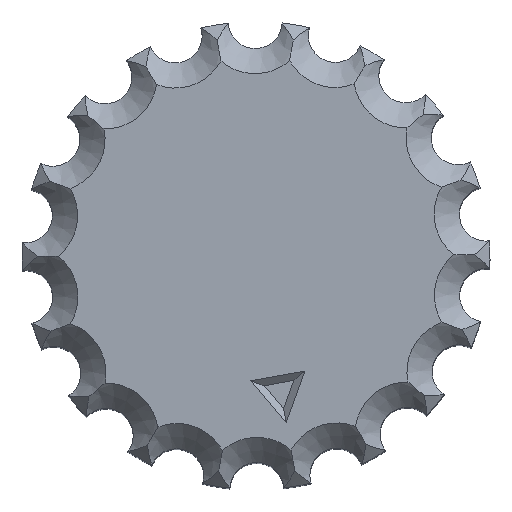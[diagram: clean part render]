
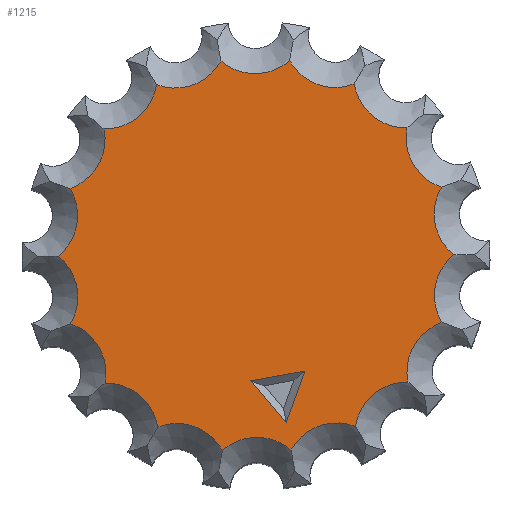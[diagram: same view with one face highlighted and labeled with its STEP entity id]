
A CAD part, top view. The second image highlights one B-rep face of the part: STEP entity #1215.
In plain terms, the highlighted planar face has unit normal (0, 0, 1).
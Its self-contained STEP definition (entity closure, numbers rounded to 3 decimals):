
#52=FACE_BOUND('',#324,.T.);
#54=CIRCLE('',#1309,1.45);
#56=CIRCLE('',#1312,1.45);
#58=CIRCLE('',#1315,1.45);
#59=CIRCLE('',#1316,1.45);
#60=CIRCLE('',#1317,1.45);
#61=CIRCLE('',#1318,1.45);
#62=CIRCLE('',#1319,1.45);
#63=CIRCLE('',#1320,1.45);
#64=CIRCLE('',#1321,1.45);
#65=CIRCLE('',#1322,1.45);
#66=CIRCLE('',#1323,1.45);
#67=CIRCLE('',#1324,1.45);
#68=CIRCLE('',#1325,1.45);
#69=CIRCLE('',#1326,1.45);
#70=CIRCLE('',#1327,1.45);
#71=CIRCLE('',#1328,1.45);
#72=CIRCLE('',#1329,1.45);
#73=CIRCLE('',#1330,1.45);
#242=FACE_OUTER_BOUND('',#323,.T.);
#323=EDGE_LOOP('',(#838,#839,#840,#841,#842,#843,#844,#845,#846,#847,#848,
#849,#850,#851,#852,#853,#854,#855));
#324=EDGE_LOOP('',(#856,#857,#858));
#402=LINE('',#1882,#451);
#404=LINE('',#1886,#453);
#407=LINE('',#1891,#456);
#451=VECTOR('',#1483,10.);
#453=VECTOR('',#1487,10.);
#456=VECTOR('',#1492,10.);
#500=VERTEX_POINT('',#1879);
#501=VERTEX_POINT('',#1881);
#502=VERTEX_POINT('',#1885);
#505=VERTEX_POINT('',#1896);
#506=VERTEX_POINT('',#1905);
#510=VERTEX_POINT('',#1933);
#514=VERTEX_POINT('',#1958);
#515=VERTEX_POINT('',#1960);
#516=VERTEX_POINT('',#1962);
#517=VERTEX_POINT('',#1964);
#518=VERTEX_POINT('',#1966);
#519=VERTEX_POINT('',#1968);
#520=VERTEX_POINT('',#1970);
#521=VERTEX_POINT('',#1972);
#522=VERTEX_POINT('',#1974);
#523=VERTEX_POINT('',#1976);
#524=VERTEX_POINT('',#1978);
#525=VERTEX_POINT('',#1980);
#526=VERTEX_POINT('',#1982);
#527=VERTEX_POINT('',#1984);
#528=VERTEX_POINT('',#1986);
#618=EDGE_CURVE('',#501,#500,#402,.T.);
#620=EDGE_CURVE('',#500,#502,#404,.T.);
#623=EDGE_CURVE('',#502,#501,#407,.T.);
#626=EDGE_CURVE('',#505,#506,#54,.T.);
#631=EDGE_CURVE('',#506,#510,#56,.T.);
#636=EDGE_CURVE('',#514,#505,#58,.T.);
#637=EDGE_CURVE('',#515,#514,#59,.T.);
#638=EDGE_CURVE('',#516,#515,#60,.T.);
#639=EDGE_CURVE('',#517,#516,#61,.T.);
#640=EDGE_CURVE('',#518,#517,#62,.T.);
#641=EDGE_CURVE('',#519,#518,#63,.T.);
#642=EDGE_CURVE('',#520,#519,#64,.T.);
#643=EDGE_CURVE('',#521,#520,#65,.T.);
#644=EDGE_CURVE('',#522,#521,#66,.T.);
#645=EDGE_CURVE('',#523,#522,#67,.T.);
#646=EDGE_CURVE('',#524,#523,#68,.T.);
#647=EDGE_CURVE('',#525,#524,#69,.T.);
#648=EDGE_CURVE('',#526,#525,#70,.T.);
#649=EDGE_CURVE('',#527,#526,#71,.T.);
#650=EDGE_CURVE('',#528,#527,#72,.T.);
#651=EDGE_CURVE('',#510,#528,#73,.T.);
#838=ORIENTED_EDGE('',*,*,#626,.F.);
#839=ORIENTED_EDGE('',*,*,#636,.F.);
#840=ORIENTED_EDGE('',*,*,#637,.F.);
#841=ORIENTED_EDGE('',*,*,#638,.F.);
#842=ORIENTED_EDGE('',*,*,#639,.F.);
#843=ORIENTED_EDGE('',*,*,#640,.F.);
#844=ORIENTED_EDGE('',*,*,#641,.F.);
#845=ORIENTED_EDGE('',*,*,#642,.F.);
#846=ORIENTED_EDGE('',*,*,#643,.F.);
#847=ORIENTED_EDGE('',*,*,#644,.F.);
#848=ORIENTED_EDGE('',*,*,#645,.F.);
#849=ORIENTED_EDGE('',*,*,#646,.F.);
#850=ORIENTED_EDGE('',*,*,#647,.F.);
#851=ORIENTED_EDGE('',*,*,#648,.F.);
#852=ORIENTED_EDGE('',*,*,#649,.F.);
#853=ORIENTED_EDGE('',*,*,#650,.F.);
#854=ORIENTED_EDGE('',*,*,#651,.F.);
#855=ORIENTED_EDGE('',*,*,#631,.F.);
#856=ORIENTED_EDGE('',*,*,#618,.T.);
#857=ORIENTED_EDGE('',*,*,#620,.T.);
#858=ORIENTED_EDGE('',*,*,#623,.T.);
#1205=PLANE('',#1314);
#1215=ADVANCED_FACE('',(#242,#52),#1205,.T.);
#1309=AXIS2_PLACEMENT_3D('',#1906,#1498,#1499);
#1312=AXIS2_PLACEMENT_3D('',#1934,#1504,#1505);
#1314=AXIS2_PLACEMENT_3D('',#1957,#1508,#1509);
#1315=AXIS2_PLACEMENT_3D('',#1959,#1510,#1511);
#1316=AXIS2_PLACEMENT_3D('',#1961,#1512,#1513);
#1317=AXIS2_PLACEMENT_3D('',#1963,#1514,#1515);
#1318=AXIS2_PLACEMENT_3D('',#1965,#1516,#1517);
#1319=AXIS2_PLACEMENT_3D('',#1967,#1518,#1519);
#1320=AXIS2_PLACEMENT_3D('',#1969,#1520,#1521);
#1321=AXIS2_PLACEMENT_3D('',#1971,#1522,#1523);
#1322=AXIS2_PLACEMENT_3D('',#1973,#1524,#1525);
#1323=AXIS2_PLACEMENT_3D('',#1975,#1526,#1527);
#1324=AXIS2_PLACEMENT_3D('',#1977,#1528,#1529);
#1325=AXIS2_PLACEMENT_3D('',#1979,#1530,#1531);
#1326=AXIS2_PLACEMENT_3D('',#1981,#1532,#1533);
#1327=AXIS2_PLACEMENT_3D('',#1983,#1534,#1535);
#1328=AXIS2_PLACEMENT_3D('',#1985,#1536,#1537);
#1329=AXIS2_PLACEMENT_3D('',#1987,#1538,#1539);
#1330=AXIS2_PLACEMENT_3D('',#1988,#1540,#1541);
#1483=DIRECTION('',(-0.339,-0.941,0.));
#1487=DIRECTION('',(-0.646,0.764,0.));
#1492=DIRECTION('',(0.984,0.177,0.));
#1498=DIRECTION('center_axis',(0.,0.,1.));
#1499=DIRECTION('ref_axis',(1.,0.,0.));
#1504=DIRECTION('center_axis',(0.,0.,1.));
#1505=DIRECTION('ref_axis',(1.,0.,0.));
#1508=DIRECTION('center_axis',(0.,0.,1.));
#1509=DIRECTION('ref_axis',(1.,0.,0.));
#1510=DIRECTION('center_axis',(0.,0.,1.));
#1511=DIRECTION('ref_axis',(-1.,0.,0.));
#1512=DIRECTION('center_axis',(0.,0.,1.));
#1513=DIRECTION('ref_axis',(1.,0.,0.));
#1514=DIRECTION('center_axis',(0.,0.,1.));
#1515=DIRECTION('ref_axis',(-1.,0.,0.));
#1516=DIRECTION('center_axis',(0.,0.,1.));
#1517=DIRECTION('ref_axis',(-1.,0.,0.));
#1518=DIRECTION('center_axis',(0.,0.,1.));
#1519=DIRECTION('ref_axis',(-1.,0.,0.));
#1520=DIRECTION('center_axis',(0.,0.,1.));
#1521=DIRECTION('ref_axis',(-1.,0.,0.));
#1522=DIRECTION('center_axis',(0.,0.,1.));
#1523=DIRECTION('ref_axis',(-1.,0.,0.));
#1524=DIRECTION('center_axis',(0.,0.,1.));
#1525=DIRECTION('ref_axis',(-1.,0.,0.));
#1526=DIRECTION('center_axis',(0.,0.,1.));
#1527=DIRECTION('ref_axis',(-1.,0.,0.));
#1528=DIRECTION('center_axis',(0.,0.,1.));
#1529=DIRECTION('ref_axis',(-1.,0.,0.));
#1530=DIRECTION('center_axis',(0.,0.,1.));
#1531=DIRECTION('ref_axis',(-1.,0.,0.));
#1532=DIRECTION('center_axis',(0.,0.,1.));
#1533=DIRECTION('ref_axis',(1.,0.,0.));
#1534=DIRECTION('center_axis',(0.,0.,1.));
#1535=DIRECTION('ref_axis',(1.,0.,0.));
#1536=DIRECTION('center_axis',(0.,0.,1.));
#1537=DIRECTION('ref_axis',(1.,0.,0.));
#1538=DIRECTION('center_axis',(0.,0.,1.));
#1539=DIRECTION('ref_axis',(1.,0.,0.));
#1540=DIRECTION('center_axis',(0.,0.,1.));
#1541=DIRECTION('ref_axis',(1.,0.,0.));
#1879=CARTESIAN_POINT('',(0.838,-4.651,15.));
#1881=CARTESIAN_POINT('',(1.356,-3.211,15.));
#1882=CARTESIAN_POINT('',(1.79,-2.005,15.));
#1885=CARTESIAN_POINT('',(-0.151,-3.482,15.));
#1886=CARTESIAN_POINT('',(-0.483,-3.088,15.));
#1891=CARTESIAN_POINT('',(0.226,-3.414,15.));
#1896=CARTESIAN_POINT('',(-0.934,-5.411,15.));
#1905=CARTESIAN_POINT('',(-2.728,-4.765,15.));
#1906=CARTESIAN_POINT('Origin',(-2.201,-6.116,15.));
#1933=CARTESIAN_POINT('',(-4.193,-3.545,15.));
#1934=CARTESIAN_POINT('Origin',(-4.16,-4.995,15.));
#1957=CARTESIAN_POINT('Origin',(0.,0.,15.));
#1958=CARTESIAN_POINT('',(0.973,-5.404,15.));
#1959=CARTESIAN_POINT('Origin',(0.024,-6.5,15.));
#1960=CARTESIAN_POINT('',(2.763,-4.745,15.));
#1961=CARTESIAN_POINT('Origin',(2.245,-6.1,15.));
#1962=CARTESIAN_POINT('',(4.219,-3.514,15.));
#1963=CARTESIAN_POINT('Origin',(4.196,-4.964,15.));
#1964=CARTESIAN_POINT('',(5.167,-1.859,15.));
#1965=CARTESIAN_POINT('Origin',(5.641,-3.229,15.));
#1966=CARTESIAN_POINT('',(5.491,0.02,15.));
#1967=CARTESIAN_POINT('Origin',(6.405,-1.105,15.));
#1968=CARTESIAN_POINT('',(5.153,1.897,15.));
#1969=CARTESIAN_POINT('Origin',(6.397,1.152,15.));
#1970=CARTESIAN_POINT('',(4.193,3.545,15.));
#1971=CARTESIAN_POINT('Origin',(5.617,3.271,15.));
#1972=CARTESIAN_POINT('',(2.728,4.765,15.));
#1973=CARTESIAN_POINT('Origin',(4.16,4.995,15.));
#1974=CARTESIAN_POINT('',(0.934,5.411,15.));
#1975=CARTESIAN_POINT('Origin',(2.201,6.116,15.));
#1976=CARTESIAN_POINT('',(-0.973,5.404,15.));
#1977=CARTESIAN_POINT('Origin',(-0.024,6.5,15.));
#1978=CARTESIAN_POINT('',(-2.763,4.745,15.));
#1979=CARTESIAN_POINT('Origin',(-2.245,6.1,15.));
#1980=CARTESIAN_POINT('',(-4.219,3.514,15.));
#1981=CARTESIAN_POINT('Origin',(-4.196,4.964,15.));
#1982=CARTESIAN_POINT('',(-5.167,1.859,15.));
#1983=CARTESIAN_POINT('Origin',(-5.641,3.229,15.));
#1984=CARTESIAN_POINT('',(-5.491,-0.02,15.));
#1985=CARTESIAN_POINT('Origin',(-6.405,1.105,15.));
#1986=CARTESIAN_POINT('',(-5.153,-1.897,15.));
#1987=CARTESIAN_POINT('Origin',(-6.397,-1.152,15.));
#1988=CARTESIAN_POINT('Origin',(-5.617,-3.271,15.));
